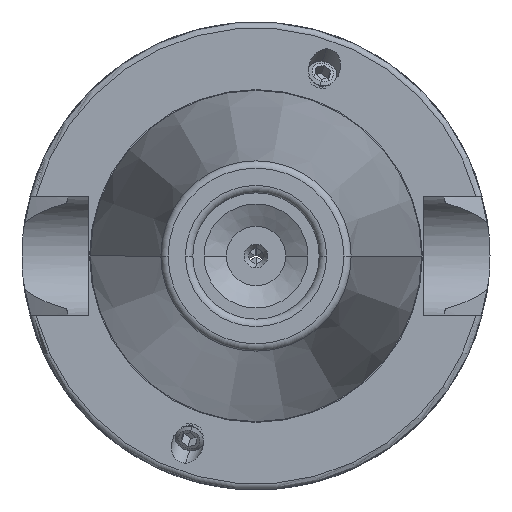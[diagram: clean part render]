
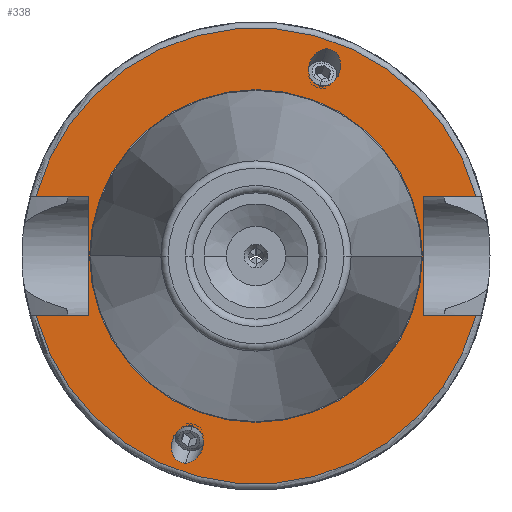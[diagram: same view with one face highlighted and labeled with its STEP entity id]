
A CAD part, front view. The second image highlights one B-rep face of the part: STEP entity #338.
In plain terms, the highlighted planar face has unit normal (0, -1, 0).
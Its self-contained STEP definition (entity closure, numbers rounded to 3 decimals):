
#138 = ORIENTED_EDGE ( 'NONE', *, *, #772, .T. ) ;
#152 = CARTESIAN_POINT ( 'NONE',  ( 13.794, 67.4, 27.886 ) ) ;
#248 = VERTEX_POINT ( 'NONE', #8631 ) ;
#338 = ADVANCED_FACE ( 'NONE', ( #11861, #4122, #945, #15080 ), #16753, .T. ) ;
#463 = EDGE_CURVE ( 'NONE', #15669, #2784, #15305, .T. ) ;
#516 = VERTEX_POINT ( 'NONE', #17684 ) ;
#571 = LINE ( 'NONE', #12467, #4180 ) ;
#772 = EDGE_CURVE ( 'NONE', #8680, #3529, #2557, .T. ) ;
#945 = FACE_OUTER_BOUND ( 'NONE', #3201, .T. ) ;
#1236 = DIRECTION ( 'NONE',  ( -1., 0., 0. ) ) ;
#1744 = CARTESIAN_POINT ( 'NONE',  ( 13.241, 67.4, 22.858 ) ) ;
#1923 = ORIENTED_EDGE ( 'NONE', *, *, #14356, .T. ) ;
#1990 = VECTOR ( 'NONE', #13329, 1000. ) ;
#2148 = CARTESIAN_POINT ( 'NONE',  ( 22.6, 67.4, 8.05 ) ) ;
#2557 =( BOUNDED_CURVE ( )  B_SPLINE_CURVE ( 3, ( #9664, #4773, #5348, #2827 ),
 .UNSPECIFIED., .F., .F. ) 
 B_SPLINE_CURVE_WITH_KNOTS ( ( 4, 4 ),
 ( 2.852, 5.993 ),
 .UNSPECIFIED. ) 
 CURVE ( )  GEOMETRIC_REPRESENTATION_ITEM ( )  RATIONAL_B_SPLINE_CURVE ( ( 1., 0.333, 0.333, 1. ) ) 
 REPRESENTATION_ITEM ( '' )  );
#2784 = VERTEX_POINT ( 'NONE', #2935 ) ;
#2827 = CARTESIAN_POINT ( 'NONE',  ( -8.958, 67.4, -22.858 ) ) ;
#2851 = LINE ( 'NONE', #13272, #1990 ) ;
#2868 = DIRECTION ( 'NONE',  ( -1., 0., 0. ) ) ;
#2884 = EDGE_LOOP ( 'NONE', ( #1923, #138 ) ) ;
#2907 = VERTEX_POINT ( 'NONE', #7282 ) ;
#2935 = CARTESIAN_POINT ( 'NONE',  ( 9.511, 67.4, 27.886 ) ) ;
#3042 = EDGE_CURVE ( 'NONE', #15706, #516, #17363, .T. ) ;
#3157 = CARTESIAN_POINT ( 'NONE',  ( 22.6, 67.4, -8.05 ) ) ;
#3201 = EDGE_LOOP ( 'NONE', ( #8046, #12356, #3696, #6303, #5256, #11898, #14333, #3828 ) ) ;
#3529 = VERTEX_POINT ( 'NONE', #14439 ) ;
#3629 = CARTESIAN_POINT ( 'NONE',  ( 0., 67.4, 0. ) ) ;
#3693 = CARTESIAN_POINT ( 'NONE',  ( -22.6, 67.4, -8.05 ) ) ;
#3696 = ORIENTED_EDGE ( 'NONE', *, *, #15309, .T. ) ;
#3715 = CARTESIAN_POINT ( 'NONE',  ( -22.6, 67.4, -8.05 ) ) ;
#3828 = ORIENTED_EDGE ( 'NONE', *, *, #17230, .T. ) ;
#3884 = AXIS2_PLACEMENT_3D ( 'NONE', #17639, #9445, #1236 ) ;
#3906 = ORIENTED_EDGE ( 'NONE', *, *, #8220, .T. ) ;
#3916 = CARTESIAN_POINT ( 'NONE',  ( 0., 67.4, 0. ) ) ;
#3954 = CARTESIAN_POINT ( 'NONE',  ( -5.228, 67.4, -27.886 ) ) ;
#4122 = FACE_BOUND ( 'NONE', #16089, .T. ) ;
#4180 = VECTOR ( 'NONE', #2868, 1000. ) ;
#4316 = VERTEX_POINT ( 'NONE', #14598 ) ;
#4773 = CARTESIAN_POINT ( 'NONE',  ( -13.794, 67.4, -27.886 ) ) ;
#4901 = VECTOR ( 'NONE', #14726, 1000. ) ;
#5002 = EDGE_CURVE ( 'NONE', #11453, #7982, #15146, .T. ) ;
#5021 = DIRECTION ( 'NONE',  ( -1., 0., 0. ) ) ;
#5093 = DIRECTION ( 'NONE',  ( 0., 0., -1. ) ) ;
#5256 = ORIENTED_EDGE ( 'NONE', *, *, #11410, .F. ) ;
#5308 = DIRECTION ( 'NONE',  ( -1., 0., 0. ) ) ;
#5348 = CARTESIAN_POINT ( 'NONE',  ( -13.241, 67.4, -22.858 ) ) ;
#5452 = AXIS2_PLACEMENT_3D ( 'NONE', #3916, #13554, #5308 ) ;
#5520 = CARTESIAN_POINT ( 'NONE',  ( 0., 67.4, 0. ) ) ;
#6303 = ORIENTED_EDGE ( 'NONE', *, *, #11309, .T. ) ;
#6401 = AXIS2_PLACEMENT_3D ( 'NONE', #16435, #9978, #13242 ) ;
#6439 = VECTOR ( 'NONE', #11762, 1000. ) ;
#6872 = DIRECTION ( 'NONE',  ( -1., 0., 0. ) ) ;
#6882 = CARTESIAN_POINT ( 'NONE',  ( 29.626, 67.4, -8.05 ) ) ;
#7282 = CARTESIAN_POINT ( 'NONE',  ( 22.6, 67.4, 8.05 ) ) ;
#7982 = VERTEX_POINT ( 'NONE', #9281 ) ;
#8038 = EDGE_CURVE ( 'NONE', #516, #15706, #11308, .T. ) ;
#8042 = CARTESIAN_POINT ( 'NONE',  ( -8.958, 67.4, -22.858 ) ) ;
#8046 = ORIENTED_EDGE ( 'NONE', *, *, #5002, .F. ) ;
#8200 = VERTEX_POINT ( 'NONE', #6882 ) ;
#8220 = EDGE_CURVE ( 'NONE', #2784, #15669, #14807, .T. ) ;
#8274 = AXIS2_PLACEMENT_3D ( 'NONE', #3629, #13265, #5021 ) ;
#8354 = CARTESIAN_POINT ( 'NONE',  ( 9.511, 67.4, 27.886 ) ) ;
#8631 = CARTESIAN_POINT ( 'NONE',  ( -22.6, 67.4, -8.05 ) ) ;
#8680 = VERTEX_POINT ( 'NONE', #17693 ) ;
#8805 = EDGE_CURVE ( 'NONE', #13626, #11453, #571, .T. ) ;
#9025 = CARTESIAN_POINT ( 'NONE',  ( 9.511, 67.4, 27.886 ) ) ;
#9228 = VERTEX_POINT ( 'NONE', #17375 ) ;
#9281 = CARTESIAN_POINT ( 'NONE',  ( 29.626, 67.4, 8.05 ) ) ;
#9374 =( BOUNDED_CURVE ( )  B_SPLINE_CURVE ( 3, ( #8042, #12176, #3954, #13584 ),
 .UNSPECIFIED., .F., .F. ) 
 B_SPLINE_CURVE_WITH_KNOTS ( ( 4, 4 ),
 ( 5.993, 9.135 ),
 .UNSPECIFIED. ) 
 CURVE ( )  GEOMETRIC_REPRESENTATION_ITEM ( )  RATIONAL_B_SPLINE_CURVE ( ( 1., 0.333, 0.333, 1. ) ) 
 REPRESENTATION_ITEM ( '' )  );
#9388 = VECTOR ( 'NONE', #12759, 1000. ) ;
#9445 = DIRECTION ( 'NONE',  ( 0., 1., 0. ) ) ;
#9664 = CARTESIAN_POINT ( 'NONE',  ( -9.511, 67.4, -27.886 ) ) ;
#9865 = CARTESIAN_POINT ( 'NONE',  ( -22.6, 67.4, 8.05 ) ) ;
#9939 = CARTESIAN_POINT ( 'NONE',  ( -22.4, 67.4, 0. ) ) ;
#9978 = DIRECTION ( 'NONE',  ( 0., -1., 0. ) ) ;
#10120 = LINE ( 'NONE', #2148, #6439 ) ;
#10855 = ORIENTED_EDGE ( 'NONE', *, *, #463, .T. ) ;
#10924 = CIRCLE ( 'NONE', #3884, 30.7 ) ;
#11308 = CIRCLE ( 'NONE', #5452, 22.4 ) ;
#11309 = EDGE_CURVE ( 'NONE', #248, #4316, #12628, .T. ) ;
#11369 = CARTESIAN_POINT ( 'NONE',  ( 8.958, 67.4, 22.858 ) ) ;
#11410 = EDGE_CURVE ( 'NONE', #8200, #4316, #10924, .T. ) ;
#11453 = VERTEX_POINT ( 'NONE', #15007 ) ;
#11762 = DIRECTION ( 'NONE',  ( 1., 0., 0. ) ) ;
#11861 = FACE_BOUND ( 'NONE', #2884, .T. ) ;
#11898 = ORIENTED_EDGE ( 'NONE', *, *, #12419, .F. ) ;
#11911 = EDGE_LOOP ( 'NONE', ( #10855, #3906 ) ) ;
#12013 = CARTESIAN_POINT ( 'NONE',  ( 8.958, 67.4, 22.858 ) ) ;
#12176 = CARTESIAN_POINT ( 'NONE',  ( -4.675, 67.4, -22.858 ) ) ;
#12356 = ORIENTED_EDGE ( 'NONE', *, *, #8805, .F. ) ;
#12419 = EDGE_CURVE ( 'NONE', #9228, #8200, #13045, .T. ) ;
#12467 = CARTESIAN_POINT ( 'NONE',  ( -22.6, 67.4, 8.05 ) ) ;
#12510 = VECTOR ( 'NONE', #5093, 1000. ) ;
#12628 = LINE ( 'NONE', #3715, #4901 ) ;
#12759 = DIRECTION ( 'NONE',  ( 1., 0., 0. ) ) ;
#13045 = LINE ( 'NONE', #3157, #9388 ) ;
#13242 = DIRECTION ( 'NONE',  ( 1., 0., 0. ) ) ;
#13265 = DIRECTION ( 'NONE',  ( 0., 1., 0. ) ) ;
#13272 = CARTESIAN_POINT ( 'NONE',  ( 22.6, 67.4, -8.05 ) ) ;
#13329 = DIRECTION ( 'NONE',  ( 0., 0., -1. ) ) ;
#13420 = CARTESIAN_POINT ( 'NONE',  ( 4.675, 67.4, 22.858 ) ) ;
#13554 = DIRECTION ( 'NONE',  ( 0., 1., 0. ) ) ;
#13584 = CARTESIAN_POINT ( 'NONE',  ( -9.511, 67.4, -27.886 ) ) ;
#13626 = VERTEX_POINT ( 'NONE', #9865 ) ;
#13823 = ORIENTED_EDGE ( 'NONE', *, *, #8038, .T. ) ;
#14333 = ORIENTED_EDGE ( 'NONE', *, *, #15276, .F. ) ;
#14356 = EDGE_CURVE ( 'NONE', #3529, #8680, #9374, .T. ) ;
#14439 = CARTESIAN_POINT ( 'NONE',  ( -8.958, 67.4, -22.858 ) ) ;
#14598 = CARTESIAN_POINT ( 'NONE',  ( -29.626, 67.4, -8.05 ) ) ;
#14726 = DIRECTION ( 'NONE',  ( -1., 0., 0. ) ) ;
#14807 =( BOUNDED_CURVE ( )  B_SPLINE_CURVE ( 3, ( #8354, #152, #1744, #11369 ),
 .UNSPECIFIED., .F., .T. ) 
 B_SPLINE_CURVE_WITH_KNOTS ( ( 4, 4 ),
 ( 2.852, 5.993 ),
 .UNSPECIFIED. ) 
 CURVE ( )  GEOMETRIC_REPRESENTATION_ITEM ( )  RATIONAL_B_SPLINE_CURVE ( ( 1., 0.333, 0.333, 1. ) ) 
 REPRESENTATION_ITEM ( '' )  );
#15007 = CARTESIAN_POINT ( 'NONE',  ( -29.626, 67.4, 8.05 ) ) ;
#15080 = FACE_BOUND ( 'NONE', #11911, .T. ) ;
#15119 = DIRECTION ( 'NONE',  ( 0., 1., 0. ) ) ;
#15146 = CIRCLE ( 'NONE', #15414, 30.7 ) ;
#15263 = CARTESIAN_POINT ( 'NONE',  ( 8.958, 67.4, 22.858 ) ) ;
#15276 = EDGE_CURVE ( 'NONE', #2907, #9228, #2851, .T. ) ;
#15305 =( BOUNDED_CURVE ( )  B_SPLINE_CURVE ( 3, ( #12013, #13420, #17470, #9025 ),
 .UNSPECIFIED., .F., .F. ) 
 B_SPLINE_CURVE_WITH_KNOTS ( ( 4, 4 ),
 ( 5.993, 9.135 ),
 .UNSPECIFIED. ) 
 CURVE ( )  GEOMETRIC_REPRESENTATION_ITEM ( )  RATIONAL_B_SPLINE_CURVE ( ( 1., 0.333, 0.333, 1. ) ) 
 REPRESENTATION_ITEM ( '' )  );
#15309 = EDGE_CURVE ( 'NONE', #13626, #248, #16151, .T. ) ;
#15414 = AXIS2_PLACEMENT_3D ( 'NONE', #5520, #15119, #6872 ) ;
#15669 = VERTEX_POINT ( 'NONE', #15263 ) ;
#15706 = VERTEX_POINT ( 'NONE', #9939 ) ;
#16089 = EDGE_LOOP ( 'NONE', ( #16696, #13823 ) ) ;
#16151 = LINE ( 'NONE', #3693, #12510 ) ;
#16435 = CARTESIAN_POINT ( 'NONE',  ( -30.7, 67.4, 0. ) ) ;
#16696 = ORIENTED_EDGE ( 'NONE', *, *, #3042, .T. ) ;
#16753 = PLANE ( 'NONE',  #6401 ) ;
#17230 = EDGE_CURVE ( 'NONE', #2907, #7982, #10120, .T. ) ;
#17363 = CIRCLE ( 'NONE', #8274, 22.4 ) ;
#17375 = CARTESIAN_POINT ( 'NONE',  ( 22.6, 67.4, -8.05 ) ) ;
#17470 = CARTESIAN_POINT ( 'NONE',  ( 5.228, 67.4, 27.886 ) ) ;
#17639 = CARTESIAN_POINT ( 'NONE',  ( 0., 67.4, 0. ) ) ;
#17684 = CARTESIAN_POINT ( 'NONE',  ( 22.4, 67.4, 0. ) ) ;
#17693 = CARTESIAN_POINT ( 'NONE',  ( -9.511, 67.4, -27.886 ) ) ;
